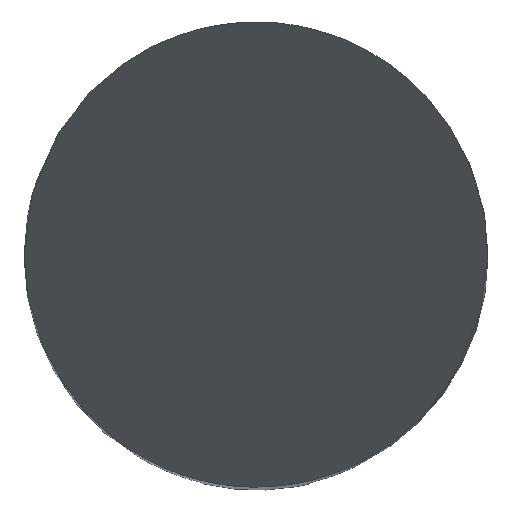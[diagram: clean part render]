
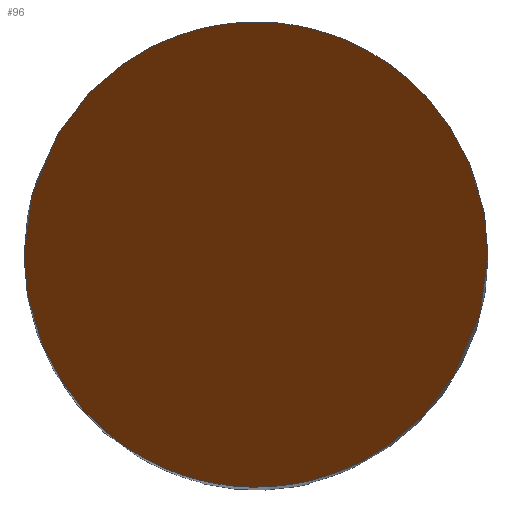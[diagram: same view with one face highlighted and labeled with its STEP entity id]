
A CAD part, top view. The second image highlights one B-rep face of the part: STEP entity #96.
In plain terms, the highlighted planar face has unit normal (0, -0.866, 0.5).
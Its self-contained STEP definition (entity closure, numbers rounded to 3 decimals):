
#49=PLANE('',#697);
#96=ADVANCED_FACE('FLCHE2',(#137),#49,.F.);
#137=FACE_OUTER_BOUND('',#172,.T.);
#172=EDGE_LOOP('',(#337,#338));
#337=ORIENTED_EDGE('',*,*,#513,.F.);
#338=ORIENTED_EDGE('',*,*,#543,.F.);
#455=VERTEX_POINT('',#987);
#456=VERTEX_POINT('',#988);
#513=EDGE_CURVE('',#455,#456,#630,.T.);
#543=EDGE_CURVE('',#456,#455,#633,.T.);
#630=(
BOUNDED_CURVE()
B_SPLINE_CURVE(3,(#983,#984,#985,#986),.UNSPECIFIED.,.F.,.F.)
B_SPLINE_CURVE_WITH_KNOTS((4,4),(0.,1.),.UNSPECIFIED.)
CURVE()
GEOMETRIC_REPRESENTATION_ITEM()
RATIONAL_B_SPLINE_CURVE((1.,0.333,0.333,1.))
REPRESENTATION_ITEM('')
);
#633=(
BOUNDED_CURVE()
B_SPLINE_CURVE(3,(#1079,#1080,#1081,#1082),.UNSPECIFIED.,.F.,.F.)
B_SPLINE_CURVE_WITH_KNOTS((4,4),(0.,1.),.UNSPECIFIED.)
CURVE()
GEOMETRIC_REPRESENTATION_ITEM()
RATIONAL_B_SPLINE_CURVE((1.,0.333,0.333,1.))
REPRESENTATION_ITEM('')
);
#697=AXIS2_PLACEMENT_3D('',#1132,#787,#788);
#787=DIRECTION('',(0.,0.866,-0.5));
#788=DIRECTION('',(0.,0.5,0.866));
#983=CARTESIAN_POINT('',(-5.,0.,0.));
#984=CARTESIAN_POINT('',(-5.,10.,17.321));
#985=CARTESIAN_POINT('',(5.,10.,17.321));
#986=CARTESIAN_POINT('',(5.,0.,0.));
#987=CARTESIAN_POINT('',(-5.,0.,0.));
#988=CARTESIAN_POINT('',(5.,0.,0.));
#1079=CARTESIAN_POINT('',(5.,0.,0.));
#1080=CARTESIAN_POINT('',(5.,-10.,-17.321));
#1081=CARTESIAN_POINT('',(-5.,-10.,-17.321));
#1082=CARTESIAN_POINT('',(-5.,0.,0.));
#1132=CARTESIAN_POINT('',(5.,5.,8.66));
